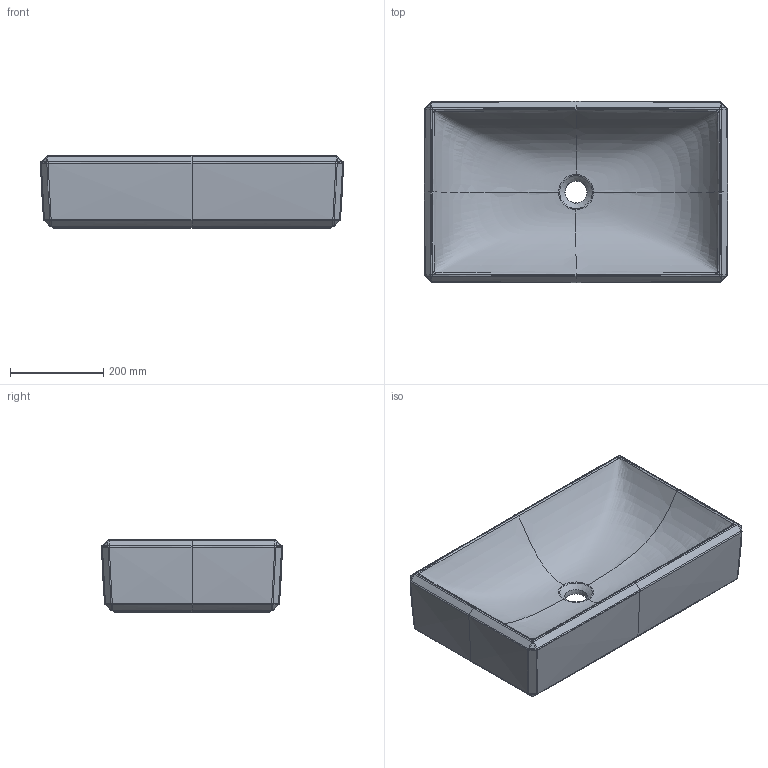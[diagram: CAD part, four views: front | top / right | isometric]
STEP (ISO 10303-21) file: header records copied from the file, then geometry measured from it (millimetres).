
FILE_DESCRIPTION(/* description */ (''),/* implementation_level */ '2;1');
FILE_NAME(/* name */ '4A1065_Antheus_AWT_65.stp',/* time_stamp */ '2018-11-26T10:47:21+01:00',/* author */ (''),/* organization */ (''),/* preprocessor_version */ 'ST-DEVELOPER v16',/* originating_system */ 'SIEMENS PLM Software NX 10.0',/* authorisation */ '');
FILE_SCHEMA (('AUTOMOTIVE_DESIGN { 1 0 10303 214 3 1 1 1 }'));
Products named in the file (1): Sier2254175Ase8y
Bounding box: 649.93 x 388.26 x 154.98 mm (x, y, z)
Volume: 20242329.1 mm3; surface area: 843559.3 mm2
Topology: 1 solids, 1 shells, 418 faces, 1076 edges, 649 vertices
Faces by surface type: bspline 330, cylinder 42, plane 38, sphere 5, cone 2, torus 1
Entity records: 41132 total; most frequent: CARTESIAN_POINT 33834, ORIENTED_EDGE 2116, EDGE_CURVE 1058, DIRECTION 692, VERTEX_POINT 648, B_SPLINE_CURVE_WITH_KNOTS 646, EDGE_LOOP 426, ADVANCED_FACE 418
